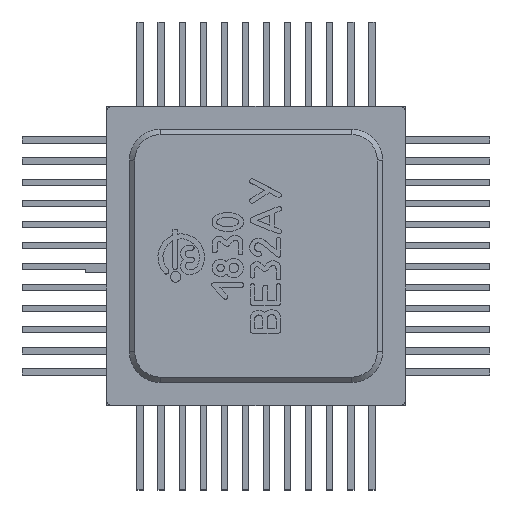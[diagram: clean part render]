
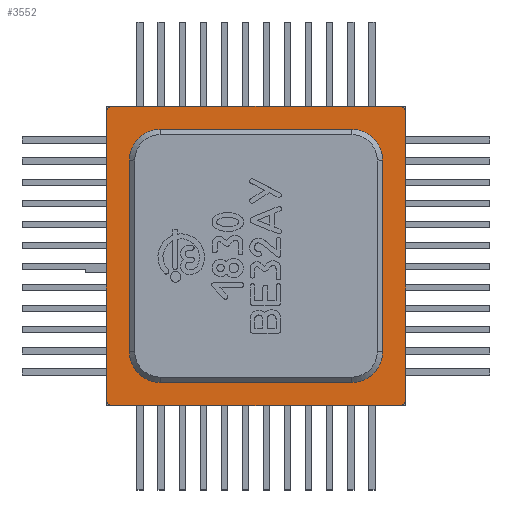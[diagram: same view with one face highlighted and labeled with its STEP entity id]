
A CAD part, top view. The second image highlights one B-rep face of the part: STEP entity #3552.
In plain terms, the highlighted planar face has unit normal (0, 0, 1).
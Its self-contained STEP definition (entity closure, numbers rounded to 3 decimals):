
#3552 = ADVANCED_FACE( '', ( #7896, #7897 ), #7898, .T. );
#7896 = FACE_BOUND( '', #13219, .T. );
#7897 = FACE_OUTER_BOUND( '', #13220, .T. );
#7898 = PLANE( '', #13221 );
#13219 = EDGE_LOOP( '', ( #21297, #21298, #21299, #21300, #21301, #21302, #21303, #21304 ) );
#13220 = EDGE_LOOP( '', ( #21305, #21306, #21307, #21308, #21309, #21310, #21311, #21312 ) );
#13221 = AXIS2_PLACEMENT_3D( '', #21313, #21314, #21315 );
#21297 = ORIENTED_EDGE( '', *, *, #31471, .T. );
#21298 = ORIENTED_EDGE( '', *, *, #31472, .T. );
#21299 = ORIENTED_EDGE( '', *, *, #31473, .T. );
#21300 = ORIENTED_EDGE( '', *, *, #31474, .T. );
#21301 = ORIENTED_EDGE( '', *, *, #30378, .T. );
#21302 = ORIENTED_EDGE( '', *, *, #31475, .T. );
#21303 = ORIENTED_EDGE( '', *, *, #31476, .T. );
#21304 = ORIENTED_EDGE( '', *, *, #30253, .T. );
#21305 = ORIENTED_EDGE( '', *, *, #31477, .T. );
#21306 = ORIENTED_EDGE( '', *, *, #30593, .T. );
#21307 = ORIENTED_EDGE( '', *, *, #31478, .T. );
#21308 = ORIENTED_EDGE( '', *, *, #30524, .T. );
#21309 = ORIENTED_EDGE( '', *, *, #31479, .T. );
#21310 = ORIENTED_EDGE( '', *, *, #31480, .T. );
#21311 = ORIENTED_EDGE( '', *, *, #31481, .T. );
#21312 = ORIENTED_EDGE( '', *, *, #31482, .T. );
#21313 = CARTESIAN_POINT( '', ( 0., 0., 0.1 ) );
#21314 = DIRECTION( '', ( 0., 0., 1. ) );
#21315 = DIRECTION( '', ( 1., 0., 0. ) );
#30253 = EDGE_CURVE( '', #35581, #35582, #35583, .T. );
#30378 = EDGE_CURVE( '', #35801, #35798, #35802, .T. );
#30524 = EDGE_CURVE( '', #36045, #36049, #36051, .T. );
#30593 = EDGE_CURVE( '', #36162, #36166, #36168, .T. );
#31471 = EDGE_CURVE( '', #35582, #37565, #37566, .T. );
#31472 = EDGE_CURVE( '', #37565, #37567, #37568, .T. );
#31473 = EDGE_CURVE( '', #37567, #37569, #37570, .T. );
#31474 = EDGE_CURVE( '', #37569, #35801, #37571, .T. );
#31475 = EDGE_CURVE( '', #35798, #37572, #37573, .T. );
#31476 = EDGE_CURVE( '', #37572, #35581, #37574, .T. );
#31477 = EDGE_CURVE( '', #37575, #36162, #37576, .F. );
#31478 = EDGE_CURVE( '', #36166, #36045, #37577, .F. );
#31479 = EDGE_CURVE( '', #36049, #37578, #37579, .F. );
#31480 = EDGE_CURVE( '', #37578, #37580, #37581, .T. );
#31481 = EDGE_CURVE( '', #37580, #37582, #37583, .F. );
#31482 = EDGE_CURVE( '', #37582, #37575, #37584, .T. );
#35581 = VERTEX_POINT( '', #43347 );
#35582 = VERTEX_POINT( '', #43348 );
#35583 = CIRCLE( '', #43349, 1.45 );
#35798 = VERTEX_POINT( '', #43724 );
#35801 = VERTEX_POINT( '', #43728 );
#35802 = LINE( '', #43729, #43730 );
#36045 = VERTEX_POINT( '', #44124 );
#36049 = VERTEX_POINT( '', #44130 );
#36051 = LINE( '', #44133, #44134 );
#36162 = VERTEX_POINT( '', #44293 );
#36166 = VERTEX_POINT( '', #44299 );
#36168 = LINE( '', #44302, #44303 );
#37565 = VERTEX_POINT( '', #46681 );
#37566 = LINE( '', #46682, #46683 );
#37567 = VERTEX_POINT( '', #46684 );
#37568 = CIRCLE( '', #46685, 1.45 );
#37569 = VERTEX_POINT( '', #46686 );
#37570 = LINE( '', #46687, #46688 );
#37571 = CIRCLE( '', #46689, 1.45 );
#37572 = VERTEX_POINT( '', #46690 );
#37573 = CIRCLE( '', #46691, 1.45 );
#37574 = LINE( '', #46692, #46693 );
#37575 = VERTEX_POINT( '', #46694 );
#37576 = CIRCLE( '', #46695, 0.3 );
#37577 = CIRCLE( '', #46696, 0.3 );
#37578 = VERTEX_POINT( '', #46697 );
#37579 = CIRCLE( '', #46698, 0.3 );
#37580 = VERTEX_POINT( '', #46699 );
#37581 = LINE( '', #46700, #46701 );
#37582 = VERTEX_POINT( '', #46702 );
#37583 = CIRCLE( '', #46703, 0.3 );
#37584 = LINE( '', #46704, #46705 );
#43347 = CARTESIAN_POINT( '', ( 13.1, 2.55, 0.1 ) );
#43348 = CARTESIAN_POINT( '', ( 11.65, 1.1, 0.1 ) );
#43349 = AXIS2_PLACEMENT_3D( '', #52382, #52383, #52384 );
#43724 = CARTESIAN_POINT( '', ( 11.65, 13.1, 0.1 ) );
#43728 = CARTESIAN_POINT( '', ( 2.55, 13.1, 0.1 ) );
#43729 = CARTESIAN_POINT( '', ( 0., 13.1, 0.1 ) );
#43730 = VECTOR( '', #52485, 1000. );
#44124 = CARTESIAN_POINT( '', ( 14.2, 0.3, 0.1 ) );
#44130 = CARTESIAN_POINT( '', ( 14.2, 13.9, 0.1 ) );
#44133 = CARTESIAN_POINT( '', ( 14.2, 0.3, 0.1 ) );
#44134 = VECTOR( '', #52600, 1000. );
#44293 = CARTESIAN_POINT( '', ( 0.3, 0., 0.1 ) );
#44299 = CARTESIAN_POINT( '', ( 13.9, 0., 0.1 ) );
#44302 = CARTESIAN_POINT( '', ( 0.3, 0., 0.1 ) );
#44303 = VECTOR( '', #52658, 1000. );
#46681 = CARTESIAN_POINT( '', ( 2.55, 1.1, 0.1 ) );
#46682 = CARTESIAN_POINT( '', ( 0., 1.1, 0.1 ) );
#46683 = VECTOR( '', #53364, 1000. );
#46684 = CARTESIAN_POINT( '', ( 1.1, 2.55, 0.1 ) );
#46685 = AXIS2_PLACEMENT_3D( '', #53365, #53366, #53367 );
#46686 = CARTESIAN_POINT( '', ( 1.1, 11.65, 0.1 ) );
#46687 = CARTESIAN_POINT( '', ( 1.1, 0., 0.1 ) );
#46688 = VECTOR( '', #53368, 1000. );
#46689 = AXIS2_PLACEMENT_3D( '', #53369, #53370, #53371 );
#46690 = CARTESIAN_POINT( '', ( 13.1, 11.65, 0.1 ) );
#46691 = AXIS2_PLACEMENT_3D( '', #53372, #53373, #53374 );
#46692 = CARTESIAN_POINT( '', ( 13.1, 0., 0.1 ) );
#46693 = VECTOR( '', #53375, 1000. );
#46694 = CARTESIAN_POINT( '', ( 0., 0.3, 0.1 ) );
#46695 = AXIS2_PLACEMENT_3D( '', #53376, #53377, #53378 );
#46696 = AXIS2_PLACEMENT_3D( '', #53379, #53380, #53381 );
#46697 = CARTESIAN_POINT( '', ( 13.9, 14.2, 0.1 ) );
#46698 = AXIS2_PLACEMENT_3D( '', #53382, #53383, #53384 );
#46699 = CARTESIAN_POINT( '', ( 0.3, 14.2, 0.1 ) );
#46700 = CARTESIAN_POINT( '', ( 0.3, 14.2, 0.1 ) );
#46701 = VECTOR( '', #53385, 1000. );
#46702 = CARTESIAN_POINT( '', ( 0., 13.9, 0.1 ) );
#46703 = AXIS2_PLACEMENT_3D( '', #53386, #53387, #53388 );
#46704 = CARTESIAN_POINT( '', ( 0., 0.3, 0.1 ) );
#46705 = VECTOR( '', #53389, 1000. );
#52382 = CARTESIAN_POINT( '', ( 11.65, 2.55, 0.1 ) );
#52383 = DIRECTION( '', ( 0., 0., -1. ) );
#52384 = DIRECTION( '', ( -1., 0., 0. ) );
#52485 = DIRECTION( '', ( 1., 0., 0. ) );
#52600 = DIRECTION( '', ( 0., 1., 0. ) );
#52658 = DIRECTION( '', ( 1., 0., 0. ) );
#53364 = DIRECTION( '', ( -1., 0., 0. ) );
#53365 = CARTESIAN_POINT( '', ( 2.55, 2.55, 0.1 ) );
#53366 = DIRECTION( '', ( 0., 0., -1. ) );
#53367 = DIRECTION( '', ( -1., 0., 0. ) );
#53368 = DIRECTION( '', ( 0., 1., 0. ) );
#53369 = CARTESIAN_POINT( '', ( 2.55, 11.65, 0.1 ) );
#53370 = DIRECTION( '', ( 0., 0., -1. ) );
#53371 = DIRECTION( '', ( -1., 0., 0. ) );
#53372 = CARTESIAN_POINT( '', ( 11.65, 11.65, 0.1 ) );
#53373 = DIRECTION( '', ( 0., 0., -1. ) );
#53374 = DIRECTION( '', ( -1., 0., 0. ) );
#53375 = DIRECTION( '', ( 0., -1., 0. ) );
#53376 = CARTESIAN_POINT( '', ( 0.3, 0.3, 0.1 ) );
#53377 = DIRECTION( '', ( 0., 0., -1. ) );
#53378 = DIRECTION( '', ( -1., 0., 0. ) );
#53379 = CARTESIAN_POINT( '', ( 13.9, 0.3, 0.1 ) );
#53380 = DIRECTION( '', ( 0., 0., -1. ) );
#53381 = DIRECTION( '', ( -1., 0., 0. ) );
#53382 = CARTESIAN_POINT( '', ( 13.9, 13.9, 0.1 ) );
#53383 = DIRECTION( '', ( 0., 0., -1. ) );
#53384 = DIRECTION( '', ( -1., 0., 0. ) );
#53385 = DIRECTION( '', ( -1., 0., 0. ) );
#53386 = CARTESIAN_POINT( '', ( 0.3, 13.9, 0.1 ) );
#53387 = DIRECTION( '', ( 0., 0., -1. ) );
#53388 = DIRECTION( '', ( -1., 0., 0. ) );
#53389 = DIRECTION( '', ( 0., -1., 0. ) );
